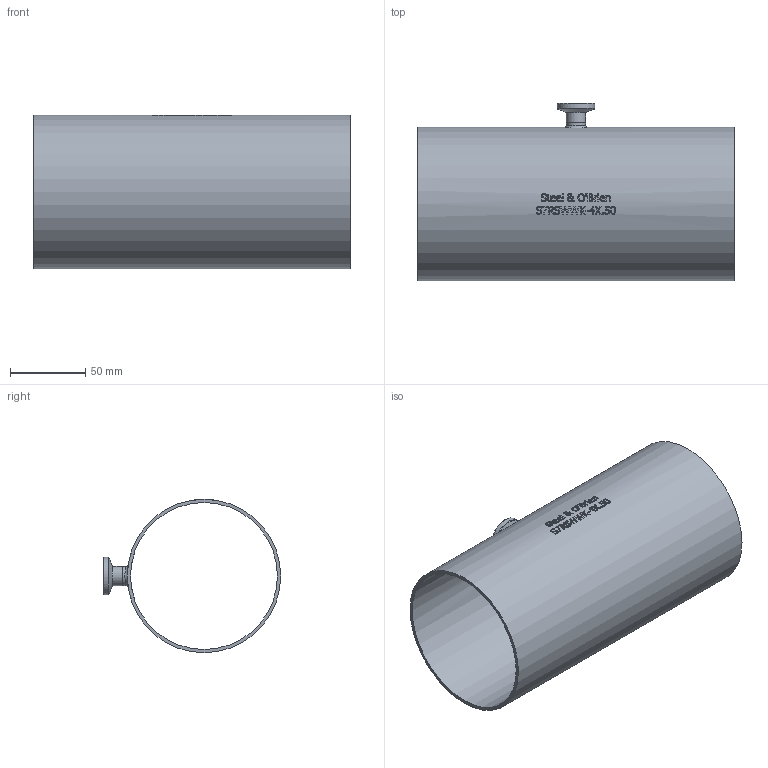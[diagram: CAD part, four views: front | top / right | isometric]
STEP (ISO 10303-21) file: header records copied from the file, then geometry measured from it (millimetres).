
FILE_DESCRIPTION(/* description */ (''),/* implementation_level */ '2;1');
FILE_NAME(/* name */ 'S7RSWWK-4X.50.stp',/* time_stamp */ '2018-11-29T11:36:32-05:00',/* author */ ('ken'),/* organization */ (''),/* preprocessor_version */ 'ST-DEVELOPER v15.2',/* originating_system */ 'Autodesk Inventor 2014',/* authorisation */ '');
FILE_SCHEMA (('AUTOMOTIVE_DESIGN { 1 0 10303 214 3 1 1 }'));
Length unit declared in the file: inch
Products named in the file (1): S7RSWWK-4X.50
Bounding box: 209.55 x 117.47 x 101.6 mm (x, y, z)
Volume: 140157.7 mm3; surface area: 134332.8 mm2
Topology: 1 solids, 1 shells, 429 faces, 1150 edges, 764 vertices
Faces by surface type: plane 191, bspline 184, cylinder 46, torus 6, cone 2
Full cylindrical faces by diameter (mm): 9.398 x2, 12.7 x2, 21.895 x1, 24.994 x1, 97.384 x1, 101.6 x1
Entity records: 16783 total; most frequent: CARTESIAN_POINT 7105, ORIENTED_EDGE 2258, DIRECTION 1478, EDGE_CURVE 1129, VERTEX_POINT 760, LINE 534, VECTOR 534, EDGE_LOOP 491
